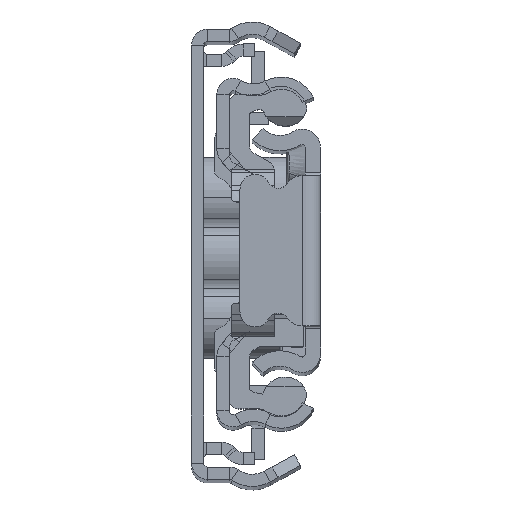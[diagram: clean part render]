
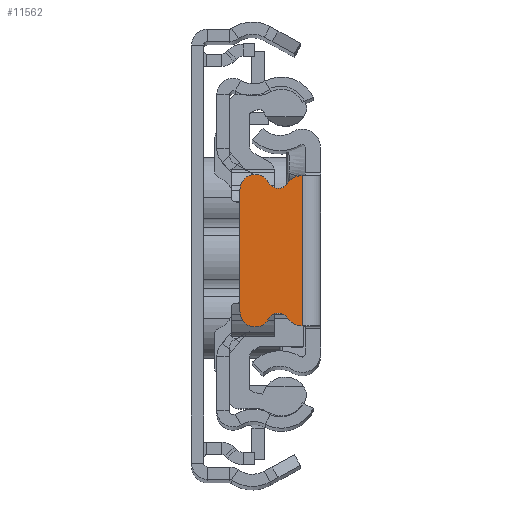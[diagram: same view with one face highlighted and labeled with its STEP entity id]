
A CAD part, top view. The second image highlights one B-rep face of the part: STEP entity #11562.
In plain terms, the highlighted planar face has unit normal (0, 0, 1).
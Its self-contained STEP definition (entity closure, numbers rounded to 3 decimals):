
#123 = DIRECTION ( 'NONE',  ( 0., 0., -1. ) ) ;
#304 = CARTESIAN_POINT ( 'NONE',  ( -1.929, -5.87, 0. ) ) ;
#527 = DIRECTION ( 'NONE',  ( 1., 0., 0. ) ) ;
#566 = ORIENTED_EDGE ( 'NONE', *, *, #15606, .T. ) ;
#911 = CARTESIAN_POINT ( 'NONE',  ( -1.929, 7.37, 0. ) ) ;
#1127 = EDGE_CURVE ( 'NONE', #11596, #5580, #3695, .T. ) ;
#1163 = DIRECTION ( 'NONE',  ( 0., -1., 0. ) ) ;
#1470 = AXIS2_PLACEMENT_3D ( 'NONE', #3094, #123, #20063 ) ;
#1590 = CARTESIAN_POINT ( 'NONE',  ( -1.75, 0., 0. ) ) ;
#1644 = VERTEX_POINT ( 'NONE', #8536 ) ;
#1807 = VECTOR ( 'NONE', #4554, 1000. ) ;
#2222 = ORIENTED_EDGE ( 'NONE', *, *, #18274, .T. ) ;
#2226 = VECTOR ( 'NONE', #1163, 1000. ) ;
#3094 = CARTESIAN_POINT ( 'NONE',  ( -4.142, 7.236, 0. ) ) ;
#3204 = CARTESIAN_POINT ( 'NONE',  ( -6.429, -6., 0. ) ) ;
#3695 = CIRCLE ( 'NONE', #8661, 1.5 ) ;
#4055 = CIRCLE ( 'NONE', #14630, 1.5 ) ;
#4079 = ORIENTED_EDGE ( 'NONE', *, *, #12390, .F. ) ;
#4250 = CARTESIAN_POINT ( 'NONE',  ( -1.75, 7.37, 0. ) ) ;
#4333 = LINE ( 'NONE', #911, #1807 ) ;
#4437 = PLANE ( 'NONE',  #13173 ) ;
#4554 = DIRECTION ( 'NONE',  ( 1., 0., 0. ) ) ;
#4772 = DIRECTION ( 'NONE',  ( 1., 0., 0. ) ) ;
#4919 = CARTESIAN_POINT ( 'NONE',  ( -7.929, -6., 0. ) ) ;
#4968 = ORIENTED_EDGE ( 'NONE', *, *, #5685, .T. ) ;
#5079 = ORIENTED_EDGE ( 'NONE', *, *, #19447, .T. ) ;
#5219 = ORIENTED_EDGE ( 'NONE', *, *, #14492, .T. ) ;
#5380 = DIRECTION ( 'NONE',  ( -1., 0., 0. ) ) ;
#5423 = DIRECTION ( 'NONE',  ( -1., 0., 0. ) ) ;
#5548 = EDGE_CURVE ( 'NONE', #11447, #1644, #4055, .T. ) ;
#5580 = VERTEX_POINT ( 'NONE', #15057 ) ;
#5598 = DIRECTION ( 'NONE',  ( 0., 0., 1. ) ) ;
#5685 = EDGE_CURVE ( 'NONE', #1644, #8924, #15739, .T. ) ;
#5996 = VERTEX_POINT ( 'NONE', #18469 ) ;
#6231 = CARTESIAN_POINT ( 'NONE',  ( -3.206, 6.658, 0. ) ) ;
#6276 = CARTESIAN_POINT ( 'NONE',  ( -1.929, 5.87, 0. ) ) ;
#6300 = FACE_OUTER_BOUND ( 'NONE', #10383, .T. ) ;
#6520 = CARTESIAN_POINT ( 'NONE',  ( -4.142, -7.236, 0. ) ) ;
#7674 = EDGE_CURVE ( 'NONE', #18222, #8665, #20072, .T. ) ;
#7803 = LINE ( 'NONE', #4919, #2226 ) ;
#7846 = CIRCLE ( 'NONE', #19526, 1.5 ) ;
#8206 = DIRECTION ( 'NONE',  ( 0., 0., 1. ) ) ;
#8213 = DIRECTION ( 'NONE',  ( 0., 0., 1. ) ) ;
#8303 = DIRECTION ( 'NONE',  ( -1., 0., 0. ) ) ;
#8438 = CARTESIAN_POINT ( 'NONE',  ( -1.929, -7.37, 0. ) ) ;
#8536 = CARTESIAN_POINT ( 'NONE',  ( -5.109, -6.713, 0. ) ) ;
#8661 = AXIS2_PLACEMENT_3D ( 'NONE', #17711, #8206, #5380 ) ;
#8665 = VERTEX_POINT ( 'NONE', #14612 ) ;
#8887 = CIRCLE ( 'NONE', #1470, 1.1 ) ;
#8924 = VERTEX_POINT ( 'NONE', #20969 ) ;
#9023 = AXIS2_PLACEMENT_3D ( 'NONE', #6520, #21597, #14731 ) ;
#10383 = EDGE_LOOP ( 'NONE', ( #12527, #18116, #5079, #5219, #17175, #2222, #13481, #4968, #566, #4079 ) ) ;
#10942 = AXIS2_PLACEMENT_3D ( 'NONE', #6276, #20139, #8303 ) ;
#11425 = CARTESIAN_POINT ( 'NONE',  ( -5.109, 6.713, 0. ) ) ;
#11447 = VERTEX_POINT ( 'NONE', #13344 ) ;
#11531 = DIRECTION ( 'NONE',  ( 0., 0., 1. ) ) ;
#11562 = ADVANCED_FACE ( 'NONE', ( #6300 ), #4437, .T. ) ;
#11596 = VERTEX_POINT ( 'NONE', #11425 ) ;
#12007 = CIRCLE ( 'NONE', #10942, 1.5 ) ;
#12390 = EDGE_CURVE ( 'NONE', #8665, #14415, #20595, .T. ) ;
#12527 = ORIENTED_EDGE ( 'NONE', *, *, #7674, .F. ) ;
#13173 = AXIS2_PLACEMENT_3D ( 'NONE', #14621, #11531, #19724 ) ;
#13344 = CARTESIAN_POINT ( 'NONE',  ( -7.929, -6., 0. ) ) ;
#13481 = ORIENTED_EDGE ( 'NONE', *, *, #5548, .T. ) ;
#14415 = VERTEX_POINT ( 'NONE', #16396 ) ;
#14492 = EDGE_CURVE ( 'NONE', #16202, #11596, #8887, .T. ) ;
#14612 = CARTESIAN_POINT ( 'NONE',  ( -1.75, -7.37, 0. ) ) ;
#14621 = CARTESIAN_POINT ( 'NONE',  ( 194.071, 0., 0. ) ) ;
#14630 = AXIS2_PLACEMENT_3D ( 'NONE', #3204, #8213, #4772 ) ;
#14731 = DIRECTION ( 'NONE',  ( -1., 0., 0. ) ) ;
#14747 = DIRECTION ( 'NONE',  ( 0., -1., 0. ) ) ;
#15057 = CARTESIAN_POINT ( 'NONE',  ( -7.929, 6., 0. ) ) ;
#15151 = VECTOR ( 'NONE', #14747, 1000. ) ;
#15606 = EDGE_CURVE ( 'NONE', #8924, #14415, #7846, .T. ) ;
#15739 = CIRCLE ( 'NONE', #9023, 1.1 ) ;
#16202 = VERTEX_POINT ( 'NONE', #6231 ) ;
#16396 = CARTESIAN_POINT ( 'NONE',  ( -1.929, -7.37, 0. ) ) ;
#17175 = ORIENTED_EDGE ( 'NONE', *, *, #1127, .T. ) ;
#17711 = CARTESIAN_POINT ( 'NONE',  ( -6.429, 6., 0. ) ) ;
#18116 = ORIENTED_EDGE ( 'NONE', *, *, #21852, .F. ) ;
#18222 = VERTEX_POINT ( 'NONE', #4250 ) ;
#18274 = EDGE_CURVE ( 'NONE', #5580, #11447, #7803, .T. ) ;
#18469 = CARTESIAN_POINT ( 'NONE',  ( -1.929, 7.37, 0. ) ) ;
#19447 = EDGE_CURVE ( 'NONE', #5996, #16202, #12007, .T. ) ;
#19526 = AXIS2_PLACEMENT_3D ( 'NONE', #304, #5598, #527 ) ;
#19724 = DIRECTION ( 'NONE',  ( 1., 0., 0. ) ) ;
#19751 = VECTOR ( 'NONE', #5423, 1000. ) ;
#20063 = DIRECTION ( 'NONE',  ( 1., 0., 0. ) ) ;
#20072 = LINE ( 'NONE', #1590, #15151 ) ;
#20139 = DIRECTION ( 'NONE',  ( 0., 0., 1. ) ) ;
#20595 = LINE ( 'NONE', #8438, #19751 ) ;
#20969 = CARTESIAN_POINT ( 'NONE',  ( -3.206, -6.658, 0. ) ) ;
#21597 = DIRECTION ( 'NONE',  ( 0., 0., -1. ) ) ;
#21852 = EDGE_CURVE ( 'NONE', #5996, #18222, #4333, .T. ) ;
